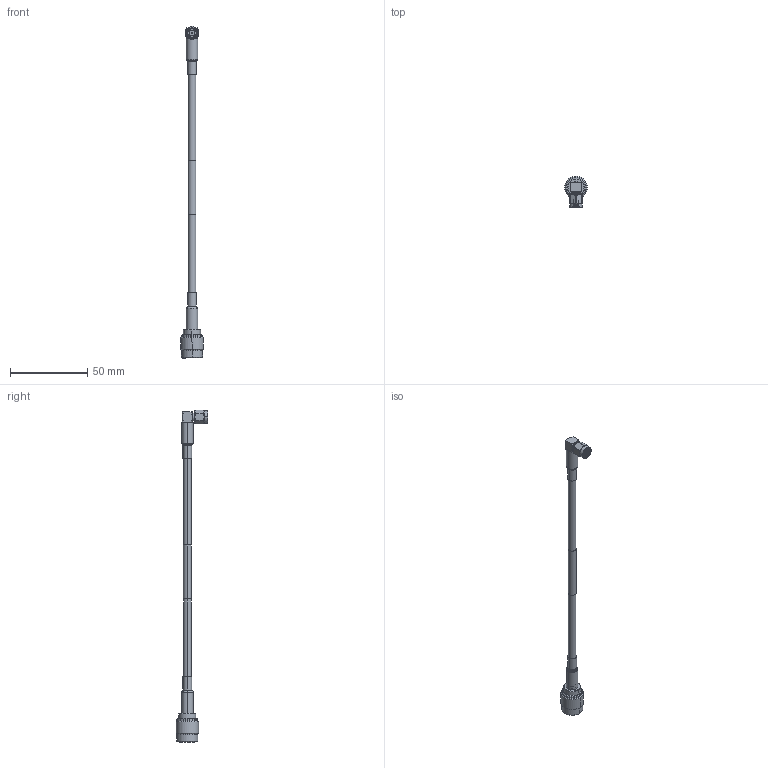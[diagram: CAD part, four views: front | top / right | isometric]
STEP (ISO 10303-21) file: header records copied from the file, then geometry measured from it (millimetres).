
FILE_DESCRIPTION (( 'STEP AP214' ), '1' );
FILE_NAME ('FMC00084_3D.step', '2024-01-19T19:38:35', ( '' ), ( '' ), 'SwSTEP 2.0', 'SolidWorks 2022', '' );
FILE_SCHEMA (( 'AUTOMOTIVE_DESIGN' ));
Length unit declared in the file: inch
Products named in the file (5): FMC00084_3D; Copy of Heatshrink_LMR-195_240177^FMC00084; Copy (2) of Cable_LMR-195_240177^FMC00084_Cable_LMR-195; Copy of PE4405 ¦ SC6057^FMC00084; Copy of SC4262^FMC00084
Assembly tree (5 placements, depth 2):
  FMC00084_3D
    Copy (2) of Cable_LMR-195_240177^FMC00084_Cable_LMR-195
    Copy of PE4405 ¦ SC6057^FMC00084
    Copy of SC4262^FMC00084
    Copy of Heatshrink_LMR-195_240177^FMC00084  x2
Bounding box: 14.61 x 20.64 x 214.74 mm (x, y, z)
Volume: 8410.3 mm3; surface area: 7429.5 mm2
Topology: 7 solids, 7 shells, 341 faces, 823 edges, 519 vertices
Faces by surface type: plane 167, cylinder 88, cone 71, torus 10, bspline 3, sphere 2
Entity records: 11257 total; most frequent: CARTESIAN_POINT 3057, DIRECTION 1612, ORIENTED_EDGE 1598, EDGE_CURVE 799, AXIS2_PLACEMENT_3D 549, VECTOR 514, LINE 514, VERTEX_POINT 507
